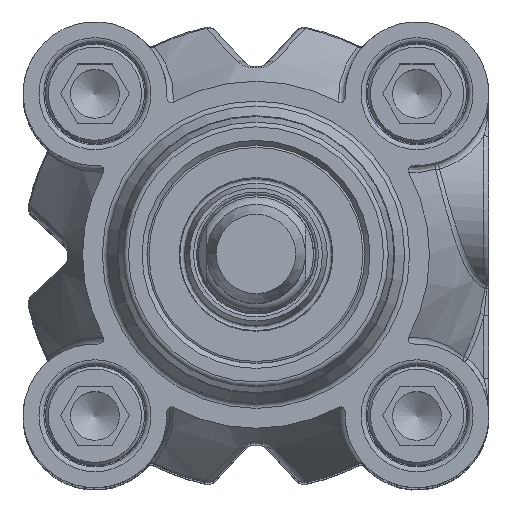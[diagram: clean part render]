
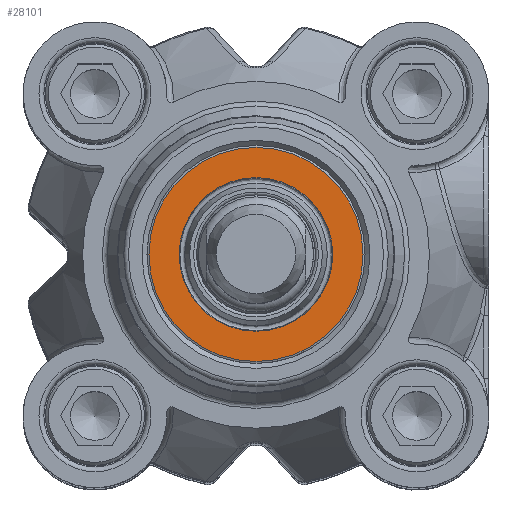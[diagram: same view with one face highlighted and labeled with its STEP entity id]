
A CAD part, top view. The second image highlights one B-rep face of the part: STEP entity #28101.
In plain terms, the highlighted planar face has unit normal (0, 0, 1).
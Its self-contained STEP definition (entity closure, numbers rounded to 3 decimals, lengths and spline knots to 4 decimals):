
#6733=FACE_BOUND($,#10324,.T.);
#8325=FACE_OUTER_BOUND($,#10323,.T.);
#10323=EDGE_LOOP($,(#25402));
#10324=EDGE_LOOP($,(#25403));
#11019=CIRCLE($,#29518,1.08);
#11020=CIRCLE($,#29519,0.775);
#13656=VERTEX_POINT($,#57507);
#13657=VERTEX_POINT($,#57509);
#17614=EDGE_CURVE($,#13656,#13656,#11019,.T.);
#17615=EDGE_CURVE($,#13657,#13657,#11020,.T.);
#25402=ORIENTED_EDGE($,*,*,#17614,.T.);
#25403=ORIENTED_EDGE($,*,*,#17615,.F.);
#26494=PLANE($,#29517);
#28101=ADVANCED_FACE($,(#8325,#6733),#26494,.F.);
#29517=AXIS2_PLACEMENT_3D($,#57506,#33863,#33864);
#29518=AXIS2_PLACEMENT_3D($,#57508,#33865,#33866);
#29519=AXIS2_PLACEMENT_3D($,#57510,#33867,#33868);
#33863=DIRECTION('center_axis',(0.,0.,-1.));
#33864=DIRECTION('ref_axis',(-1.,0.,0.));
#33865=DIRECTION('center_axis',(0.,0.,1.));
#33866=DIRECTION('ref_axis',(0.,1.,0.));
#33867=DIRECTION('center_axis',(0.,0.,1.));
#33868=DIRECTION('ref_axis',(0.,1.,0.));
#57506=CARTESIAN_POINT('Origin',(-1.08,0.,1.73));
#57507=CARTESIAN_POINT('',(0.,1.08,1.73));
#57508=CARTESIAN_POINT('Origin',(0.,0.,
1.73));
#57509=CARTESIAN_POINT('',(0.,0.775,1.73));
#57510=CARTESIAN_POINT('Origin',(0.,0.,
1.73));
